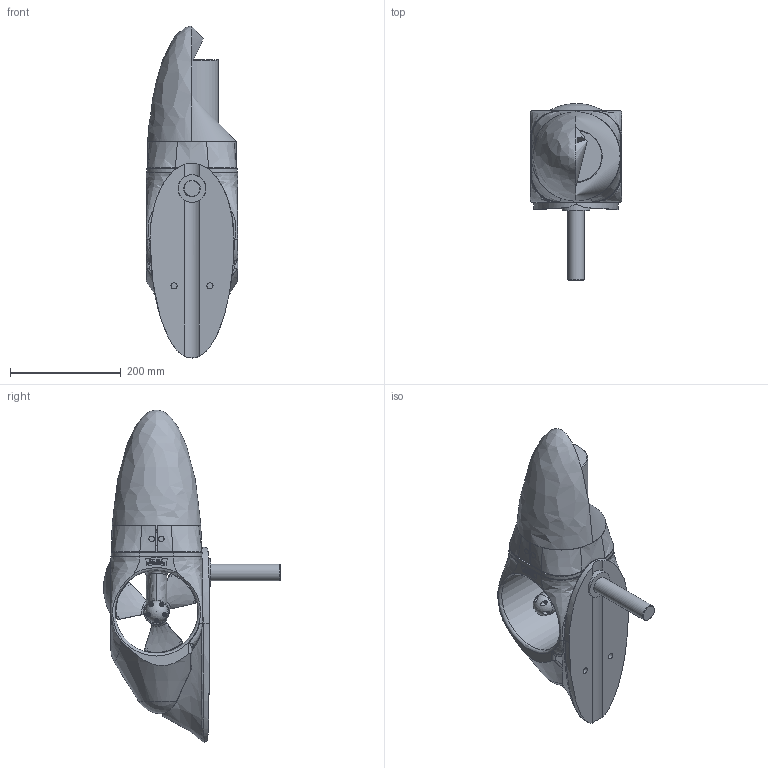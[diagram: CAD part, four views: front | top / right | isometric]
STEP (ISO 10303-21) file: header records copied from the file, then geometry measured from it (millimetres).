
FILE_DESCRIPTION(/* description */ (''),/* implementation_level */ '2;1');
FILE_NAME(/* name */ 'EX Singel 2.stp',/* time_stamp */ '2016-02-19T09:48:07+01:00',/* author */ ('elvira'),/* organization */ (''),/* preprocessor_version */ 'ST-DEVELOPER v16.1',/* originating_system */ 'Autodesk Inventor 2016',/* authorisation */ '');
FILE_SCHEMA (('AUTOMOTIVE_DESIGN { 1 0 10303 214 3 1 1 }'));
Products named in the file (1): SM-119817
Bounding box: 165 x 319.04 x 600.43 mm (x, y, z)
Volume: 6656865.4 mm3; surface area: 737701.7 mm2
Topology: 10 solids, 10 shells, 1273 faces, 3490 edges, 2296 vertices
Faces by surface type: plane 520, bspline 512, cone 105, cylinder 104, torus 28, sphere 4
Full cylindrical faces by diameter (mm): 2.5 x9, 3 x5, 4 x2, 4.2 x6, 5 x4, 5.5 x5, 6.647 x1, 6.8 x1, 8.5 x4, 10 x8, 11 x2, 11.6 x1, 16 x4, 20 x1, 22 x1, 25 x2, 26 x1, 28.5 x2, 30 x2, 32 x2, 40 x1, 46 x1, 50 x3, 52 x1, 95 x1, 95.3 x1, 111 x1, 116 x1, 122 x1, 131 x1
Entity records: 76109 total; most frequent: CARTESIAN_POINT 47611, ORIENTED_EDGE 6380, DIRECTION 3805, EDGE_CURVE 3190, VERTEX_POINT 2196, EDGE_LOOP 1604, LINE 1557, VECTOR 1557
